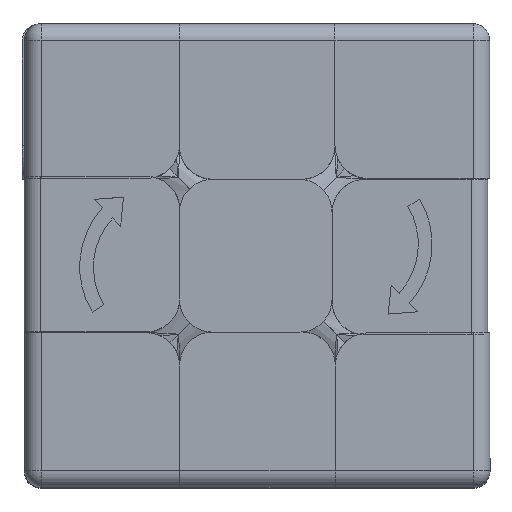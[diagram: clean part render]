
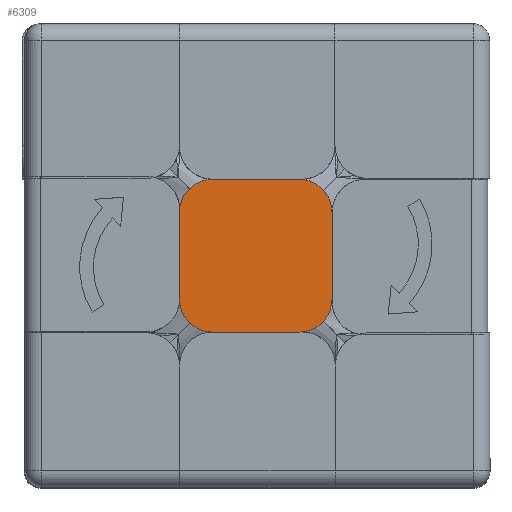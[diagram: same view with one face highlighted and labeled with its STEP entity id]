
A CAD part, top view. The second image highlights one B-rep face of the part: STEP entity #6309.
In plain terms, the highlighted face is planar.
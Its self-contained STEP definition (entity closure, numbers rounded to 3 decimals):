
#627=PLANE('',#7007);
#948=FACE_OUTER_BOUND('',#1330,.T.);
#1330=EDGE_LOOP('',(#5431,#5432,#5433,#5434,#5435,#5436,#5437,#5438));
#1807=LINE('',#10453,#2327);
#1810=LINE('',#10461,#2330);
#1813=LINE('',#10469,#2333);
#1816=LINE('',#10477,#2336);
#2327=VECTOR('',#8508,10.);
#2330=VECTOR('',#8517,10.);
#2333=VECTOR('',#8526,10.);
#2336=VECTOR('',#8535,10.);
#2680=CIRCLE('',#6997,4.);
#2681=CIRCLE('',#7000,4.);
#2682=CIRCLE('',#7003,4.);
#2683=CIRCLE('',#7006,4.);
#3113=VERTEX_POINT('',#10450);
#3114=VERTEX_POINT('',#10452);
#3115=VERTEX_POINT('',#10456);
#3116=VERTEX_POINT('',#10460);
#3117=VERTEX_POINT('',#10464);
#3118=VERTEX_POINT('',#10468);
#3119=VERTEX_POINT('',#10472);
#3120=VERTEX_POINT('',#10476);
#3903=EDGE_CURVE('',#3114,#3113,#1807,.T.);
#3905=EDGE_CURVE('',#3115,#3114,#2680,.T.);
#3907=EDGE_CURVE('',#3116,#3115,#1810,.T.);
#3909=EDGE_CURVE('',#3117,#3116,#2681,.T.);
#3911=EDGE_CURVE('',#3118,#3117,#1813,.T.);
#3913=EDGE_CURVE('',#3119,#3118,#2682,.T.);
#3915=EDGE_CURVE('',#3120,#3119,#1816,.T.);
#3917=EDGE_CURVE('',#3113,#3120,#2683,.T.);
#5431=ORIENTED_EDGE('',*,*,#3917,.T.);
#5432=ORIENTED_EDGE('',*,*,#3915,.T.);
#5433=ORIENTED_EDGE('',*,*,#3913,.T.);
#5434=ORIENTED_EDGE('',*,*,#3911,.T.);
#5435=ORIENTED_EDGE('',*,*,#3909,.T.);
#5436=ORIENTED_EDGE('',*,*,#3907,.T.);
#5437=ORIENTED_EDGE('',*,*,#3905,.T.);
#5438=ORIENTED_EDGE('',*,*,#3903,.T.);
#6309=ADVANCED_FACE('',(#948),#627,.T.);
#6997=AXIS2_PLACEMENT_3D('',#10457,#8512,#8513);
#7000=AXIS2_PLACEMENT_3D('',#10465,#8521,#8522);
#7003=AXIS2_PLACEMENT_3D('',#10473,#8530,#8531);
#7006=AXIS2_PLACEMENT_3D('',#10480,#8539,#8540);
#7007=AXIS2_PLACEMENT_3D('',#10481,#8541,#8542);
#8508=DIRECTION('',(1.,0.,0.));
#8512=DIRECTION('center_axis',(0.,1.,0.));
#8513=DIRECTION('ref_axis',(-1.,0.,0.));
#8517=DIRECTION('',(0.,0.,1.));
#8521=DIRECTION('center_axis',(0.,1.,0.));
#8522=DIRECTION('ref_axis',(0.,0.,-1.));
#8526=DIRECTION('',(-1.,0.,0.));
#8530=DIRECTION('center_axis',(0.,1.,0.));
#8531=DIRECTION('ref_axis',(1.,0.,0.));
#8535=DIRECTION('',(0.,0.,-1.));
#8539=DIRECTION('center_axis',(0.,1.,0.));
#8540=DIRECTION('ref_axis',(0.,0.,1.));
#8541=DIRECTION('center_axis',(0.,1.,0.));
#8542=DIRECTION('ref_axis',(0.,0.,1.));
#10450=CARTESIAN_POINT('',(5.175,1.5,9.175));
#10452=CARTESIAN_POINT('',(-5.175,1.5,9.175));
#10453=CARTESIAN_POINT('',(-5.175,1.5,9.175));
#10456=CARTESIAN_POINT('',(-9.175,1.5,5.175));
#10457=CARTESIAN_POINT('Origin',(-5.175,1.5,5.175));
#10460=CARTESIAN_POINT('',(-9.175,1.5,-5.205));
#10461=CARTESIAN_POINT('',(-9.175,1.5,-5.205));
#10464=CARTESIAN_POINT('',(-5.175,1.5,-9.205));
#10465=CARTESIAN_POINT('Origin',(-5.175,1.5,-5.205));
#10468=CARTESIAN_POINT('',(5.175,1.5,-9.205));
#10469=CARTESIAN_POINT('',(5.175,1.5,-9.205));
#10472=CARTESIAN_POINT('',(9.175,1.5,-5.205));
#10473=CARTESIAN_POINT('Origin',(5.175,1.5,-5.205));
#10476=CARTESIAN_POINT('',(9.175,1.5,5.175));
#10477=CARTESIAN_POINT('',(9.175,1.5,5.175));
#10480=CARTESIAN_POINT('Origin',(5.175,1.5,5.175));
#10481=CARTESIAN_POINT('Origin',(0.,1.5,-0.015));
